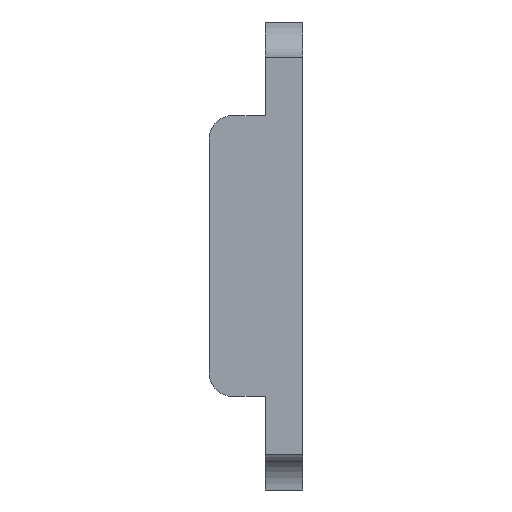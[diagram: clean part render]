
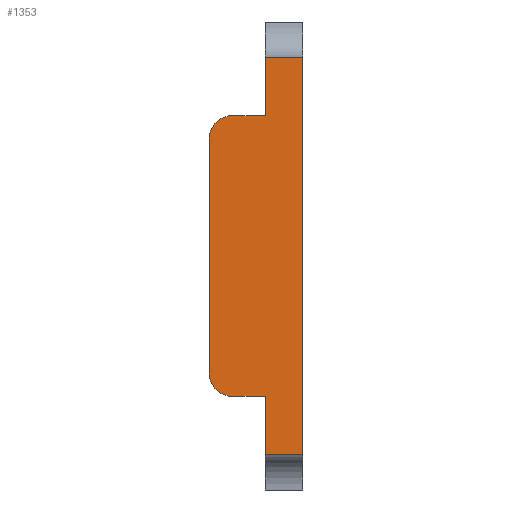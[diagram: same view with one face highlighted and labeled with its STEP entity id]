
A CAD part, left-side view. The second image highlights one B-rep face of the part: STEP entity #1353.
In plain terms, the highlighted planar face has unit normal (-1, 0, 0).
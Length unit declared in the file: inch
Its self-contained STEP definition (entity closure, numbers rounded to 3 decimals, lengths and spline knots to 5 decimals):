
#2=CARTESIAN_POINT('',(-0.01969,0.00591,
-0.00984));
#3=DIRECTION('',(-1.,0.,0.));
#4=DIRECTION('',(0.,1.,0.));
#5=AXIS2_PLACEMENT_3D('',#2,#3,#4);
#7=DIRECTION('',(0.,0.,1.));
#8=VECTOR('',#7,0.01969);
#9=CARTESIAN_POINT('',(-0.01969,0.00787,
-0.00984));
#10=LINE('',#9,#8);
#11=CARTESIAN_POINT('',(-0.01969,0.00591,
0.00984));
#12=DIRECTION('',(-1.,0.,0.));
#13=DIRECTION('',(0.,0.,1.));
#14=AXIS2_PLACEMENT_3D('',#11,#12,#13);
#16=DIRECTION('',(0.,0.,-1.));
#17=VECTOR('',#16,0.00126);
#18=CARTESIAN_POINT('',(-0.01969,0.00313,
0.01307));
#19=LINE('',#18,#17);
#20=DIRECTION('',(0.,1.,0.));
#21=VECTOR('',#20,0.00002);
#22=CARTESIAN_POINT('',(-0.01969,0.00313,
0.01307));
#23=LINE('',#22,#21);
#24=DIRECTION('',(0.,0.,1.));
#25=VECTOR('',#24,0.00366);
#26=CARTESIAN_POINT('',(-0.01969,0.00315,
0.01307));
#27=LINE('',#26,#25);
#28=DIRECTION('',(0.,1.,0.));
#29=VECTOR('',#28,0.00315);
#30=CARTESIAN_POINT('',(-0.01969,0.,0.01673));
#31=LINE('',#30,#29);
#32=DIRECTION('',(0.,0.,-1.));
#33=VECTOR('',#32,0.00297);
#34=CARTESIAN_POINT('',(-0.01969,0.,0.01673));
#35=LINE('',#34,#33);
#36=DIRECTION('',(0.,-1.,0.));
#37=VECTOR('',#36,0.00004);
#38=CARTESIAN_POINT('',(-0.01969,0.00004,
0.01376));
#39=LINE('',#38,#37);
#40=DIRECTION('',(0.,0.,-1.));
#41=VECTOR('',#40,0.02753);
#42=CARTESIAN_POINT('',(-0.01969,0.00004,
0.01376));
#43=LINE('',#42,#41);
#44=DIRECTION('',(0.,-1.,0.));
#45=VECTOR('',#44,0.00004);
#46=CARTESIAN_POINT('',(-0.01969,0.00004,
-0.01376));
#47=LINE('',#46,#45);
#48=DIRECTION('',(0.,0.,-1.));
#49=VECTOR('',#48,0.00297);
#50=CARTESIAN_POINT('',(-0.01969,0.,-0.01376));
#51=LINE('',#50,#49);
#52=DIRECTION('',(0.,1.,0.));
#53=VECTOR('',#52,0.00315);
#54=CARTESIAN_POINT('',(-0.01969,0.,-0.01673));
#55=LINE('',#54,#53);
#56=DIRECTION('',(0.,0.,1.));
#57=VECTOR('',#56,0.00366);
#58=CARTESIAN_POINT('',(-0.01969,0.00315,
-0.01673));
#59=LINE('',#58,#57);
#60=DIRECTION('',(0.,1.,0.));
#61=VECTOR('',#60,0.00002);
#62=CARTESIAN_POINT('',(-0.01969,0.00313,
-0.01307));
#63=LINE('',#62,#61);
#64=DIRECTION('',(0.,0.,-1.));
#65=VECTOR('',#64,0.00126);
#66=CARTESIAN_POINT('',(-0.01969,0.00313,
-0.01181));
#67=LINE('',#66,#65);
#72=DIRECTION('',(0.,-1.,0.));
#73=VECTOR('',#72,0.00278);
#74=CARTESIAN_POINT('',(-0.01969,0.00591,
-0.01181));
#75=LINE('',#74,#73);
#196=DIRECTION('',(0.,1.,0.));
#197=VECTOR('',#196,0.00278);
#198=CARTESIAN_POINT('',(-0.01969,0.00313,
0.01181));
#199=LINE('',#198,#197);
#1039=CARTESIAN_POINT('',(-0.01969,0.,0.01376));
#1041=VERTEX_POINT('',#1039);
#1064=CARTESIAN_POINT('',(-0.01969,0.,-0.01376));
#1065=VERTEX_POINT('',#1064);
#1086=CARTESIAN_POINT('',(-0.01969,0.00004,
0.01376));
#1087=CARTESIAN_POINT('',(-0.01969,0.00004,
-0.01376));
#1088=VERTEX_POINT('',#1086);
#1089=VERTEX_POINT('',#1087);
#1102=CARTESIAN_POINT('',(-0.01969,0.,0.01673));
#1103=VERTEX_POINT('',#1102);
#1110=CARTESIAN_POINT('',(-0.01969,0.,-0.01673));
#1111=VERTEX_POINT('',#1110);
#1142=CARTESIAN_POINT('',(-0.01969,0.00313,
0.01307));
#1143=CARTESIAN_POINT('',(-0.01969,0.00313,
0.01181));
#1144=VERTEX_POINT('',#1142);
#1145=VERTEX_POINT('',#1143);
#1146=CARTESIAN_POINT('',(-0.01969,0.00313,
-0.01181));
#1147=CARTESIAN_POINT('',(-0.01969,0.00313,
-0.01307));
#1148=VERTEX_POINT('',#1146);
#1149=VERTEX_POINT('',#1147);
#1150=CARTESIAN_POINT('',(-0.01969,0.00315,
0.01307));
#1151=VERTEX_POINT('',#1150);
#1152=CARTESIAN_POINT('',(-0.01969,0.00315,
-0.01307));
#1153=VERTEX_POINT('',#1152);
#1206=CARTESIAN_POINT('',(-0.01969,0.00315,
0.01673));
#1207=VERTEX_POINT('',#1206);
#1208=CARTESIAN_POINT('',(-0.01969,0.00315,
-0.01673));
#1209=VERTEX_POINT('',#1208);
#1270=CARTESIAN_POINT('',(-0.01969,0.00787,
-0.00984));
#1271=CARTESIAN_POINT('',(-0.01969,0.00591,
-0.01181));
#1272=VERTEX_POINT('',#1270);
#1273=VERTEX_POINT('',#1271);
#1278=CARTESIAN_POINT('',(-0.01969,0.00591,
0.01181));
#1279=CARTESIAN_POINT('',(-0.01969,0.00787,
0.00984));
#1280=VERTEX_POINT('',#1278);
#1281=VERTEX_POINT('',#1279);
#1310=CARTESIAN_POINT('',(-0.01969,0.,0.));
#1311=DIRECTION('',(1.,0.,0.));
#1312=DIRECTION('',(0.,0.,-1.));
#1313=AXIS2_PLACEMENT_3D('',#1310,#1311,#1312);
#1314=PLANE('',#1313);
#1316=ORIENTED_EDGE('',*,*,#1315,.F.);
#1318=ORIENTED_EDGE('',*,*,#1317,.T.);
#1320=ORIENTED_EDGE('',*,*,#1319,.F.);
#1322=ORIENTED_EDGE('',*,*,#1321,.F.);
#1324=ORIENTED_EDGE('',*,*,#1323,.F.);
#1326=ORIENTED_EDGE('',*,*,#1325,.T.);
#1328=ORIENTED_EDGE('',*,*,#1327,.T.);
#1330=ORIENTED_EDGE('',*,*,#1329,.F.);
#1332=ORIENTED_EDGE('',*,*,#1331,.T.);
#1334=ORIENTED_EDGE('',*,*,#1333,.F.);
#1336=ORIENTED_EDGE('',*,*,#1335,.T.);
#1338=ORIENTED_EDGE('',*,*,#1337,.T.);
#1340=ORIENTED_EDGE('',*,*,#1339,.T.);
#1342=ORIENTED_EDGE('',*,*,#1341,.T.);
#1344=ORIENTED_EDGE('',*,*,#1343,.T.);
#1346=ORIENTED_EDGE('',*,*,#1345,.F.);
#1348=ORIENTED_EDGE('',*,*,#1347,.F.);
#1350=ORIENTED_EDGE('',*,*,#1349,.F.);
#1351=EDGE_LOOP('',(#1316,#1318,#1320,#1322,#1324,#1326,#1328,#1330,#1332,#1334,
#1336,#1338,#1340,#1342,#1344,#1346,#1348,#1350));
#1352=FACE_OUTER_BOUND('',#1351,.F.);
#1353=ADVANCED_FACE('',(#1352),#1314,.F.);
#6=CIRCLE('',#5,0.00197);
#15=CIRCLE('',#14,0.00197);
#1315=EDGE_CURVE('',#1272,#1273,#6,.T.);
#1317=EDGE_CURVE('',#1272,#1281,#10,.T.);
#1319=EDGE_CURVE('',#1280,#1281,#15,.T.);
#1321=EDGE_CURVE('',#1145,#1280,#199,.T.);
#1323=EDGE_CURVE('',#1144,#1145,#19,.T.);
#1325=EDGE_CURVE('',#1144,#1151,#23,.T.);
#1327=EDGE_CURVE('',#1151,#1207,#27,.T.);
#1329=EDGE_CURVE('',#1103,#1207,#31,.T.);
#1331=EDGE_CURVE('',#1103,#1041,#35,.T.);
#1333=EDGE_CURVE('',#1088,#1041,#39,.T.);
#1335=EDGE_CURVE('',#1088,#1089,#43,.T.);
#1337=EDGE_CURVE('',#1089,#1065,#47,.T.);
#1339=EDGE_CURVE('',#1065,#1111,#51,.T.);
#1341=EDGE_CURVE('',#1111,#1209,#55,.T.);
#1343=EDGE_CURVE('',#1209,#1153,#59,.T.);
#1345=EDGE_CURVE('',#1149,#1153,#63,.T.);
#1347=EDGE_CURVE('',#1148,#1149,#67,.T.);
#1349=EDGE_CURVE('',#1273,#1148,#75,.T.);
